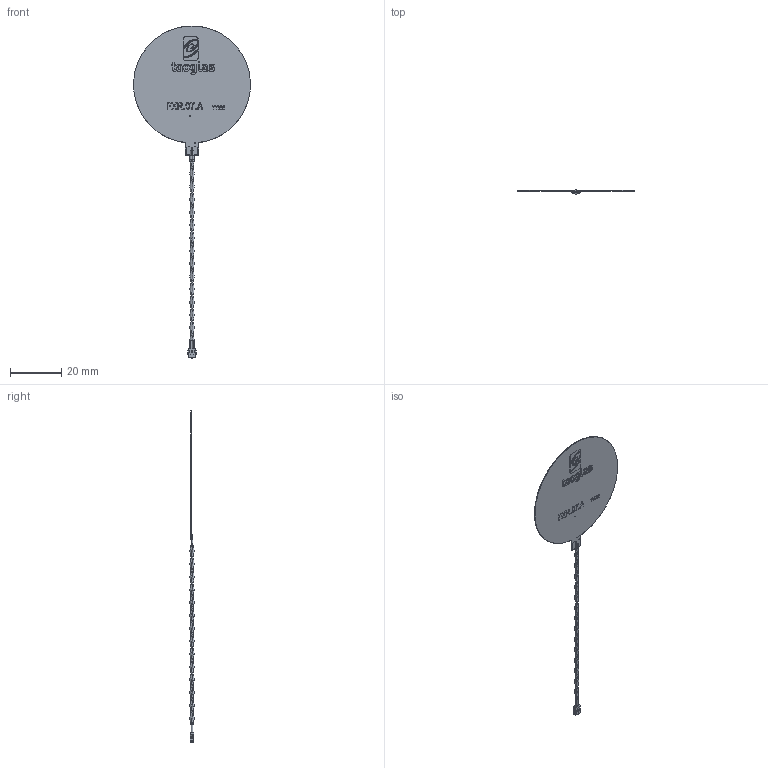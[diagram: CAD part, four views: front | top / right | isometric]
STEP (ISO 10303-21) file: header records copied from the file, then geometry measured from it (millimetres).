
FILE_DESCRIPTION (( 'STEP AP214' ), '1' );
FILE_NAME ('FXR.07.52.0075X_web.STEP', '2020-07-09T05:47:55', ( '' ), ( '' ), 'SwSTEP 2.0', 'SolidWorks 2018', '' );
FILE_SCHEMA (( 'AUTOMOTIVE_DESIGN' ));
Length unit declared in the file: millimetre
Products named in the file (6): Cable-2; Flux; Connector; FXR.07.52.0075X_web; FPCB; Cable-1
Assembly tree (5 placements, depth 2):
  FXR.07.52.0075X_web
    FPCB
    Flux
    Cable-1
    Cable-2
    Connector
Bounding box: 45.5 x 1.6 x 129.11 mm (x, y, z)
Volume: 561.1 mm3; surface area: 7002.6 mm2
Topology: 5 solids, 5 shells, 705 faces, 1865 edges, 1230 vertices
Faces by surface type: plane 440, bspline 225, cylinder 36, cone 4
Entity records: 40765 total; most frequent: CARTESIAN_POINT 17074, ORIENTED_EDGE 3714, DIRECTION 2471, EDGE_CURVE 1857, VECTOR 1319, LINE 1319, VERTEX_POINT 1230, EDGE_LOOP 785
